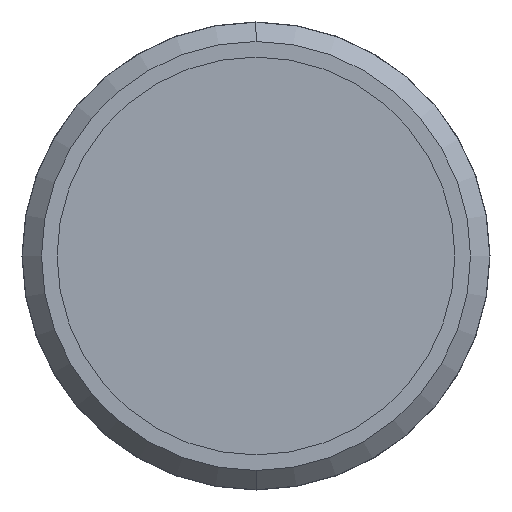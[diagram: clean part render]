
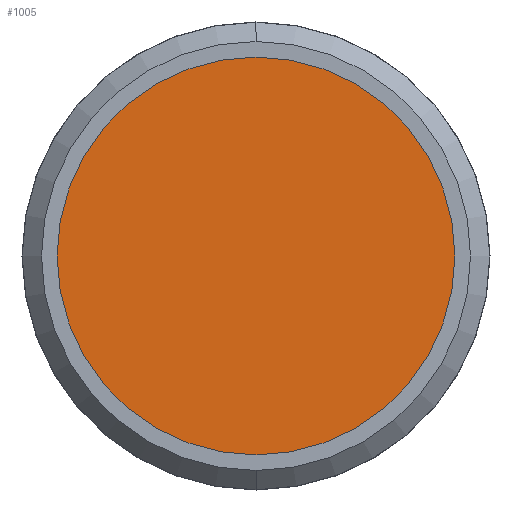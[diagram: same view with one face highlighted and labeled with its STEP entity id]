
A CAD part, front view. The second image highlights one B-rep face of the part: STEP entity #1005.
In plain terms, the highlighted planar face has unit normal (0, -1, 0).
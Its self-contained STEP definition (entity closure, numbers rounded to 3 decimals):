
#1005=ADVANCED_FACE('',(#1941),#1942,.T.);
#1941=FACE_OUTER_BOUND('',#2833,.T.);
#1942=PLANE('',#2834);
#2833=EDGE_LOOP('',(#5164,#5165));
#2834=AXIS2_PLACEMENT_3D('',#5166,#5167,#5168);
#5164=ORIENTED_EDGE('',*,*,#6043,.T.);
#5165=ORIENTED_EDGE('',*,*,#6056,.T.);
#5166=CARTESIAN_POINT('',(0.0,-0.01,3.825));
#5167=DIRECTION('',(0.0,-1.0,0.0));
#5168=DIRECTION('',(0.0,0.0,1.0));
#6043=EDGE_CURVE('',#7267,#7271,#7273,.T.);
#6056=EDGE_CURVE('',#7271,#7267,#7290,.T.);
#7267=VERTEX_POINT('',#9027);
#7271=VERTEX_POINT('',#9032);
#7273=CIRCLE('',#9035,7.65);
#7290=CIRCLE('',#9054,7.65);
#9027=CARTESIAN_POINT('',(0.0,-0.01,7.65));
#9032=CARTESIAN_POINT('',(0.,-0.01,-7.65));
#9035=AXIS2_PLACEMENT_3D('',#10256,#10257,#10258);
#9054=AXIS2_PLACEMENT_3D('',#10276,#10277,#10278);
#10256=CARTESIAN_POINT('',(0.0,-0.01,0.0));
#10257=DIRECTION('',(0.0,-1.0,0.0));
#10258=DIRECTION('',(0.0,0.0,1.0));
#10276=CARTESIAN_POINT('',(0.0,-0.01,0.0));
#10277=DIRECTION('',(0.0,-1.0,0.0));
#10278=DIRECTION('',(0.0,0.0,1.0));
